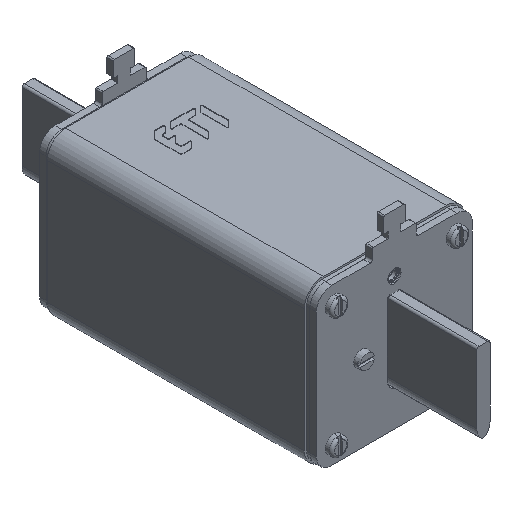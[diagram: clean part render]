
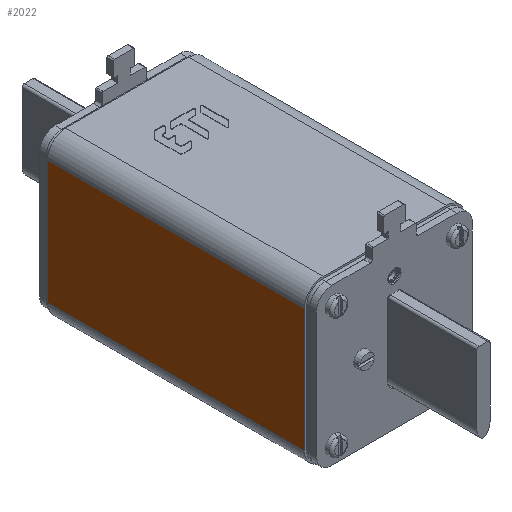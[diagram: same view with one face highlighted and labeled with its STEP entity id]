
A CAD part, isometric view. The second image highlights one B-rep face of the part: STEP entity #2022.
In plain terms, the highlighted face is planar.
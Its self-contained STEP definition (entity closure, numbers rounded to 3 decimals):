
#337=DIRECTION('',(0.,1.,0.));
#338=VECTOR('',#337,56.);
#339=CARTESIAN_POINT('',(-58.5,-28.,-36.5));
#340=LINE('',#339,#338);
#791=DIRECTION('',(-1.,0.,0.));
#792=VECTOR('',#791,117.);
#793=CARTESIAN_POINT('',(58.5,-28.,-36.5));
#794=LINE('',#793,#792);
#798=DIRECTION('',(-1.,0.,0.));
#799=VECTOR('',#798,117.);
#800=CARTESIAN_POINT('',(58.5,28.,-36.5));
#801=LINE('',#800,#799);
#858=DIRECTION('',(0.,1.,0.));
#859=VECTOR('',#858,56.);
#860=CARTESIAN_POINT('',(58.5,-28.,-36.5));
#861=LINE('',#860,#859);
#1561=CARTESIAN_POINT('',(-58.5,-28.,-36.5));
#1563=VERTEX_POINT('',#1561);
#1567=CARTESIAN_POINT('',(58.5,-28.,-36.5));
#1568=VERTEX_POINT('',#1567);
#1570=CARTESIAN_POINT('',(-58.5,28.,-36.5));
#1572=VERTEX_POINT('',#1570);
#1573=CARTESIAN_POINT('',(58.5,28.,-36.5));
#1574=VERTEX_POINT('',#1573);
#2010=CARTESIAN_POINT('',(-58.5,-36.5,-36.5));
#2011=DIRECTION('',(0.,0.,-1.));
#2012=DIRECTION('',(0.,1.,0.));
#2013=AXIS2_PLACEMENT_3D('',#2010,#2011,#2012);
#2014=PLANE('',#2013);
#2015=ORIENTED_EDGE('',*,*,#1819,.F.);
#2017=ORIENTED_EDGE('',*,*,#2016,.T.);
#2018=ORIENTED_EDGE('',*,*,#2002,.T.);
#2019=ORIENTED_EDGE('',*,*,#1792,.F.);
#2020=EDGE_LOOP('',(#2015,#2017,#2018,#2019));
#2021=FACE_OUTER_BOUND('',#2020,.F.);
#1792=EDGE_CURVE('',#1563,#1572,#340,.T.);
#1819=EDGE_CURVE('',#1568,#1563,#794,.T.);
#2002=EDGE_CURVE('',#1574,#1572,#801,.T.);
#2016=EDGE_CURVE('',#1568,#1574,#861,.T.);
#2022=ADVANCED_FACE('',(#2021),#2014,.T.);
